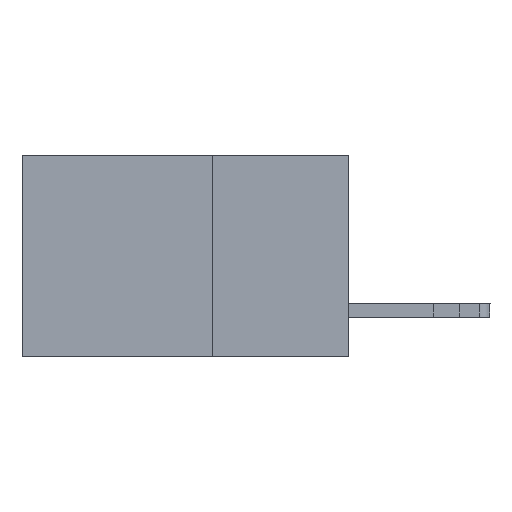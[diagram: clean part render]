
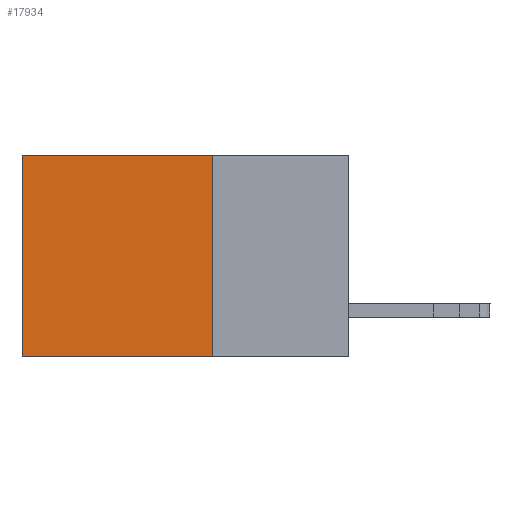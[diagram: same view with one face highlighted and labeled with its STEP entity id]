
A CAD part, left-side view. The second image highlights one B-rep face of the part: STEP entity #17934.
In plain terms, the highlighted planar face has unit normal (-1, 0, 0).
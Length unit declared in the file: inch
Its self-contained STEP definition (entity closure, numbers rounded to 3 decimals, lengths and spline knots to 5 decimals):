
#255 = EDGE_CURVE ( 'NONE', #13921, #20617, #890, .T. ) ;
#890 = LINE ( 'NONE', #6669, #10055 ) ;
#2808 = FACE_OUTER_BOUND ( 'NONE', #10057, .T. ) ;
#3060 = DIRECTION ( 'NONE',  ( 0., 0., -1. ) ) ;
#5030 = ORIENTED_EDGE ( 'NONE', *, *, #255, .F. ) ;
#5945 = ORIENTED_EDGE ( 'NONE', *, *, #13307, .T. ) ;
#6189 = VECTOR ( 'NONE', #22937, 39.37008 ) ;
#6669 = CARTESIAN_POINT ( 'NONE',  ( 0.2615, 0.25, -0.37 ) ) ;
#6691 = DIRECTION ( 'NONE',  ( 0., 1., 0. ) ) ;
#6713 = CARTESIAN_POINT ( 'NONE',  ( 0.2615, 0.25, -0.37 ) ) ;
#7009 = ORIENTED_EDGE ( 'NONE', *, *, #12626, .F. ) ;
#7065 = CARTESIAN_POINT ( 'NONE',  ( 0.2615, 0.25, -0.37 ) ) ;
#7337 = LINE ( 'NONE', #17775, #6189 ) ;
#8477 = PLANE ( 'NONE',  #20681 ) ;
#9372 = CARTESIAN_POINT ( 'NONE',  ( 0.2615, 0.6, -0.37 ) ) ;
#9560 = EDGE_CURVE ( 'NONE', #12157, #10883, #7337, .T. ) ;
#10055 = VECTOR ( 'NONE', #6691, 39.37008 ) ;
#10057 = EDGE_LOOP ( 'NONE', ( #5945, #5030, #7009, #16794 ) ) ;
#10263 = DIRECTION ( 'NONE',  ( 1., 0., 0. ) ) ;
#10883 = VERTEX_POINT ( 'NONE', #12628 ) ;
#12157 = VERTEX_POINT ( 'NONE', #22890 ) ;
#12626 = EDGE_CURVE ( 'NONE', #12157, #13921, #21928, .T. ) ;
#12628 = CARTESIAN_POINT ( 'NONE',  ( 0.2615, 0.6, 0. ) ) ;
#13307 = EDGE_CURVE ( 'NONE', #10883, #20617, #21344, .T. ) ;
#13921 = VERTEX_POINT ( 'NONE', #7065 ) ;
#16791 = VECTOR ( 'NONE', #20718, 39.37008 ) ;
#16794 = ORIENTED_EDGE ( 'NONE', *, *, #9560, .T. ) ;
#17775 = CARTESIAN_POINT ( 'NONE',  ( 0.2615, 0.25, 0. ) ) ;
#17934 = ADVANCED_FACE ( 'NONE', ( #2808 ), #8477, .F. ) ;
#20617 = VERTEX_POINT ( 'NONE', #9372 ) ;
#20663 = CARTESIAN_POINT ( 'NONE',  ( 0.2615, 0.25, -0.37 ) ) ;
#20681 = AXIS2_PLACEMENT_3D ( 'NONE', #20663, #10263, #22375 ) ;
#20718 = DIRECTION ( 'NONE',  ( 0., 0., -1. ) ) ;
#20795 = VECTOR ( 'NONE', #3060, 39.37008 ) ;
#21344 = LINE ( 'NONE', #22408, #20795 ) ;
#21928 = LINE ( 'NONE', #6713, #16791 ) ;
#22375 = DIRECTION ( 'NONE',  ( 0., 0., -1. ) ) ;
#22408 = CARTESIAN_POINT ( 'NONE',  ( 0.2615, 0.6, -0.37 ) ) ;
#22890 = CARTESIAN_POINT ( 'NONE',  ( 0.2615, 0.25, 0. ) ) ;
#22937 = DIRECTION ( 'NONE',  ( 0., 1., 0. ) ) ;
